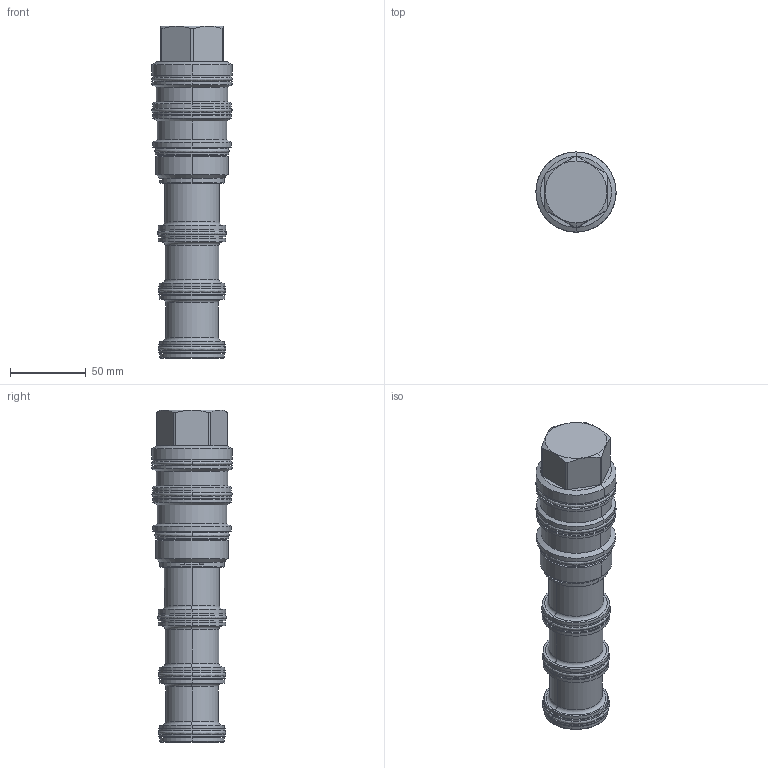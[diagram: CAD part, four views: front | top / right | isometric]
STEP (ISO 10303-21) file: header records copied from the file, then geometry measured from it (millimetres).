
FILE_DESCRIPTION((''),'2;1');
FILE_NAME('XVCC-XXN_PRT','2001-03-29T',('Administrator'),(''),'PRO/ENGINEER BY PARAMETRIC TECHNOLOGY CORPORATION, 2006240','PRO/ENGINEER BY PARAMETRIC TECHNOLOGY CORPORATION, 2006240','');
FILE_SCHEMA(('CONFIG_CONTROL_DESIGN'));
Length unit declared in the file: inch
Products named in the file (1): XVCC-XXN_PRT
Bounding box: 53.09 x 53.09 x 219.89 mm (x, y, z)
Surface area: 79860.3 mm2 (no closed solid volume)
Topology: 0 solids, 8 shells, 286 faces, 616 edges, 370 vertices
Faces by surface type: cylinder 116, plane 58, torus 50, cone 40, revolution 22
Entity records: 9097 total; most frequent: CARTESIAN_POINT 2657, DIRECTION 1482, ORIENTED_EDGE 1224, AXIS2_PLACEMENT_3D 644, EDGE_CURVE 612, CIRCLE 380, VERTEX_POINT 370, EDGE_LOOP 330
